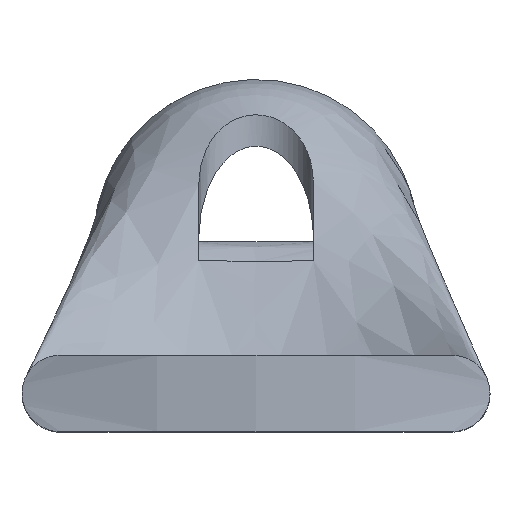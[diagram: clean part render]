
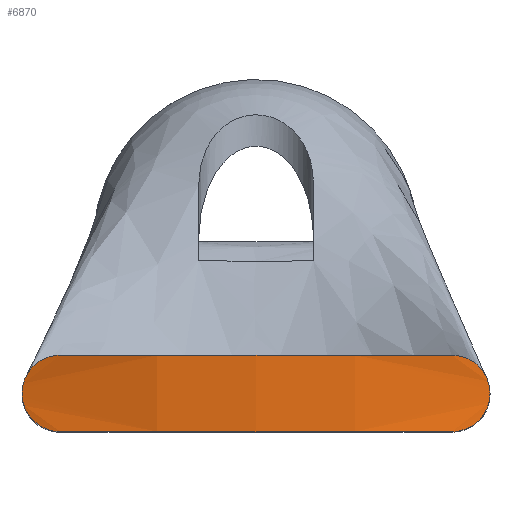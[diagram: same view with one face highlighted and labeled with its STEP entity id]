
A CAD part, top view. The second image highlights one B-rep face of the part: STEP entity #6870.
In plain terms, the highlighted cylindrical face has radius 40 mm (diameter 80 mm), a partial arc.
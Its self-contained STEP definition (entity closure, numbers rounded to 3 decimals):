
#4017=CARTESIAN_POINT('',(-10.25,-6.0,56.664));
#4018=VERTEX_POINT('',#4017);
#4027=CARTESIAN_POINT('',(10.25,-6.,56.664));
#4028=VERTEX_POINT('',#4027);
#4029=CARTESIAN_POINT('',(0.,-6.,18.0));
#4030=DIRECTION('',(0.,1.0,0.));
#4031=DIRECTION('',(0.306,0.,-0.952));
#4032=AXIS2_PLACEMENT_3D('',#4029,#4030,#4031);
#4033=CIRCLE('',#4032,40.0);
#4034=EDGE_CURVE('',#4018,#4028,#4033,.T.);
#6748=CARTESIAN_POINT('',(10.25,-10.,56.664));
#6749=VERTEX_POINT('',#6748);
#6756=CARTESIAN_POINT('',(-10.25,-10.0,56.664));
#6757=VERTEX_POINT('',#6756);
#6758=CARTESIAN_POINT('',(0.,-10.,18.0));
#6759=DIRECTION('',(0.,-1.0,0.));
#6760=DIRECTION('',(0.306,0.,-0.952));
#6761=AXIS2_PLACEMENT_3D('',#6758,#6759,#6760);
#6762=CIRCLE('',#6761,40.0);
#6763=EDGE_CURVE('',#6749,#6757,#6762,.T.);
#6783=CARTESIAN_POINT('',(-12.25,-8.0,56.078));
#6784=VERTEX_POINT('',#6783);
#6785=CARTESIAN_POINT('',(-12.25,-8.,56.078));
#6786=CARTESIAN_POINT('',(-12.25,-7.749,56.078));
#6787=CARTESIAN_POINT('',(-12.2,-7.482,56.094));
#6788=CARTESIAN_POINT('',(-11.999,-6.994,56.158));
#6789=CARTESIAN_POINT('',(-11.848,-6.772,56.206));
#6790=CARTESIAN_POINT('',(-11.496,-6.415,56.313));
#6791=CARTESIAN_POINT('',(-11.269,-6.258,56.381));
#6792=CARTESIAN_POINT('',(-10.773,-6.051,56.523));
#6793=CARTESIAN_POINT('',(-10.503,-6.0,56.597));
#6794=CARTESIAN_POINT('',(-10.25,-6.0,56.664));
#6795=B_SPLINE_CURVE_WITH_KNOTS('',3,(#6785,#6786,#6787,#6788,#6789,#6790,#6791,#6792,#6793,#6794),.UNSPECIFIED.,.F.,.U.,(4,2,2,2,4),(1.227,1.302,1.377,1.456,1.534),.UNSPECIFIED.);
#6796=EDGE_CURVE('',#6784,#4018,#6795,.T.);
#6803=CARTESIAN_POINT('',(-10.25,-10.,56.664));
#6804=CARTESIAN_POINT('',(-10.503,-10.,56.597));
#6805=CARTESIAN_POINT('',(-10.773,-9.949,56.523));
#6806=CARTESIAN_POINT('',(-11.269,-9.742,56.381));
#6807=CARTESIAN_POINT('',(-11.496,-9.585,56.313));
#6808=CARTESIAN_POINT('',(-11.848,-9.228,56.206));
#6809=CARTESIAN_POINT('',(-11.999,-9.006,56.158));
#6810=CARTESIAN_POINT('',(-12.2,-8.518,56.094));
#6811=CARTESIAN_POINT('',(-12.25,-8.251,56.078));
#6812=CARTESIAN_POINT('',(-12.25,-8.,56.078));
#6813=B_SPLINE_CURVE_WITH_KNOTS('',3,(#6803,#6804,#6805,#6806,#6807,#6808,#6809,#6810,#6811,#6812),.UNSPECIFIED.,.F.,.U.,(4,2,2,2,4),(0.919,0.998,1.076,1.151,1.227),.UNSPECIFIED.);
#6814=EDGE_CURVE('',#6757,#6784,#6813,.T.);
#6831=CARTESIAN_POINT('',(0.,-6.,18.0));
#6832=DIRECTION('',(0.,-1.0,0.0));
#6833=DIRECTION('',(0.306,0.,-0.952));
#6834=AXIS2_PLACEMENT_3D('',#6831,#6832,#6833);
#6835=CYLINDRICAL_SURFACE('',#6834,40.0);
#6836=CARTESIAN_POINT('',(12.25,-8.,56.078));
#6837=VERTEX_POINT('',#6836);
#6838=CARTESIAN_POINT('',(12.25,-8.,56.078));
#6839=CARTESIAN_POINT('',(12.25,-8.251,56.078));
#6840=CARTESIAN_POINT('',(12.2,-8.518,56.094));
#6841=CARTESIAN_POINT('',(11.999,-9.006,56.158));
#6842=CARTESIAN_POINT('',(11.848,-9.228,56.206));
#6843=CARTESIAN_POINT('',(11.496,-9.585,56.313));
#6844=CARTESIAN_POINT('',(11.269,-9.742,56.381));
#6845=CARTESIAN_POINT('',(10.773,-9.949,56.523));
#6846=CARTESIAN_POINT('',(10.503,-10.,56.597));
#6847=CARTESIAN_POINT('',(10.25,-10.,56.664));
#6848=B_SPLINE_CURVE_WITH_KNOTS('',3,(#6838,#6839,#6840,#6841,#6842,#6843,#6844,#6845,#6846,#6847),.UNSPECIFIED.,.F.,.U.,(4,2,2,2,4),(0.613,0.689,0.764,0.842,0.921),.UNSPECIFIED.);
#6849=EDGE_CURVE('',#6837,#6749,#6848,.T.);
#6850=ORIENTED_EDGE('',*,*,#6849,.F.);
#6851=CARTESIAN_POINT('',(10.25,-6.,56.664));
#6852=CARTESIAN_POINT('',(10.503,-6.,56.597));
#6853=CARTESIAN_POINT('',(10.773,-6.051,56.523));
#6854=CARTESIAN_POINT('',(11.269,-6.258,56.381));
#6855=CARTESIAN_POINT('',(11.496,-6.415,56.313));
#6856=CARTESIAN_POINT('',(11.848,-6.772,56.206));
#6857=CARTESIAN_POINT('',(11.999,-6.994,56.158));
#6858=CARTESIAN_POINT('',(12.2,-7.482,56.094));
#6859=CARTESIAN_POINT('',(12.25,-7.749,56.078));
#6860=CARTESIAN_POINT('',(12.25,-8.,56.078));
#6861=B_SPLINE_CURVE_WITH_KNOTS('',3,(#6851,#6852,#6853,#6854,#6855,#6856,#6857,#6858,#6859,#6860),.UNSPECIFIED.,.F.,.U.,(4,2,2,2,4),(0.306,0.384,0.463,0.538,0.613),.UNSPECIFIED.);
#6862=EDGE_CURVE('',#4028,#6837,#6861,.T.);
#6863=ORIENTED_EDGE('',*,*,#6862,.F.);
#6864=ORIENTED_EDGE('',*,*,#4034,.F.);
#6865=ORIENTED_EDGE('',*,*,#6796,.F.);
#6866=ORIENTED_EDGE('',*,*,#6814,.F.);
#6867=ORIENTED_EDGE('',*,*,#6763,.F.);
#6868=EDGE_LOOP('',(#6850,#6863,#6864,#6865,#6866,#6867));
#6869=FACE_OUTER_BOUND('',#6868,.T.);
#6870=ADVANCED_FACE('',(#6869),#6835,.T.);
